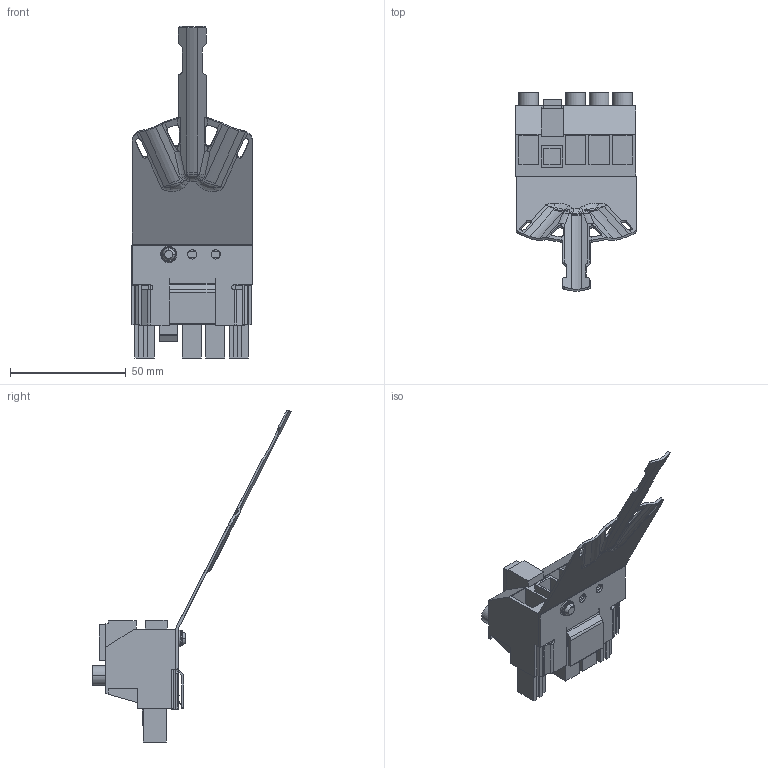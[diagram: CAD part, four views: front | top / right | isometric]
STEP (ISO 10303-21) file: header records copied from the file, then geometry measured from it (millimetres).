
FILE_DESCRIPTION(('CATIA V5 STEP Exchange','CAx-IF Rec.Pracs.--- Model Styling and Organization---1.4--- 2014-01-23'),'2;1');
FILE_NAME ('D1547907_0_2627390000_2627390000.stp','2021-06-14T06:16:17+00:00',('none'),('Weidmueller'),'CATIA Version 5-6 Release 2016 SP3 HF44','CATIA V5 STEP AP214','none');
FILE_SCHEMA(('AUTOMOTIVE_DESIGN { 1 0 10303 214 1 1 1 1 }'));
Length unit declared in the file: millimetre
Products named in the file (1): 2627390000
Bounding box: 52.21 x 85.93 x 143.42 mm (x, y, z)
Volume: 50854 mm3; surface area: 31913.1 mm2
Topology: 8 solids, 8 shells, 693 faces, 1889 edges, 1237 vertices
Faces by surface type: plane 516, cylinder 106, bspline 26, revolution 18, sphere 12, torus 7, extrusion 6, cone 2
Entity records: 23508 total; most frequent: CARTESIAN_POINT 6688, ORIENTED_EDGE 3770, DIRECTION 2675, EDGE_CURVE 1885, VECTOR 1489, LINE 1483, VERTEX_POINT 1237, EDGE_LOOP 738
